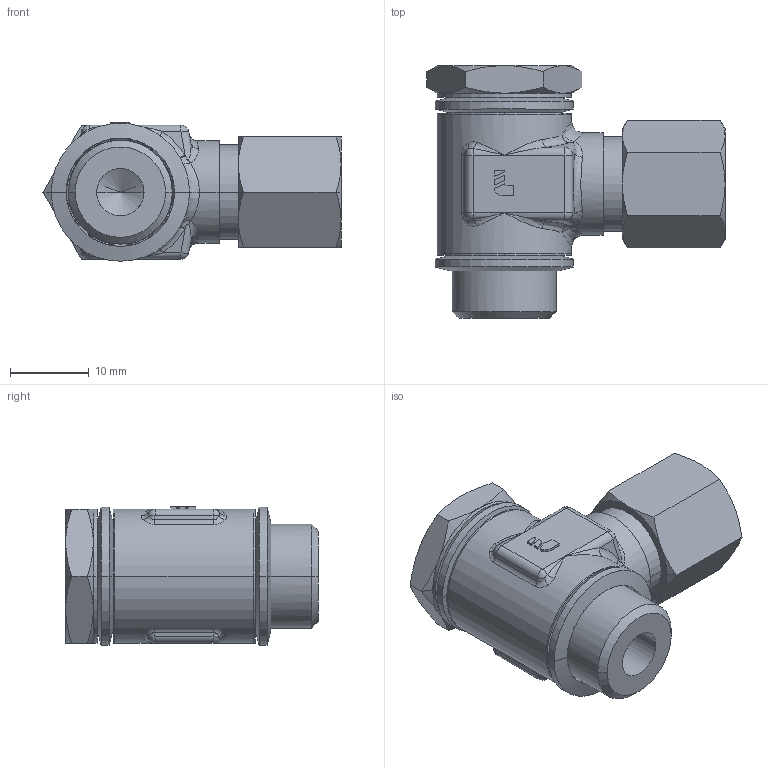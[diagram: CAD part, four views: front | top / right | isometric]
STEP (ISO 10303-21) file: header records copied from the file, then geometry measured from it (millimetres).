
FILE_DESCRIPTION(('STEP AP214'),'1');
FILE_NAME('0118_08_13.stp','2016-07-07T14:22:09',('TraceParts'),('TraceParts S.A.'),'Spatial InterOp 3D',' ',' ');
FILE_SCHEMA(('automotive_design'));
Length unit declared in the file: millimetre
Products named in the file (2): 0118-08-13_asm|22272-20:1#22272-20;22272-20
Bounding box: 37.77 x 32 x 17.55 mm (x, y, z)
Volume: 7510.7 mm3; surface area: 6665.4 mm2
Topology: 2 solids, 3 shells, 532 faces, 1473 edges, 924 vertices
Faces by surface type: cylinder 220, bspline 102, cone 90, plane 64, torus 48, sphere 8
Entity records: 43488 total; most frequent: CARTESIAN_POINT 26764, ORIENTED_EDGE 2934, DIRECTION 2228, EDGE_CURVE 1467, AXIS2_PLACEMENT_3D 925, VERTEX_POINT 924, EDGE_LOOP 589, B_SPLINE_CURVE_WITH_KNOTS 548
